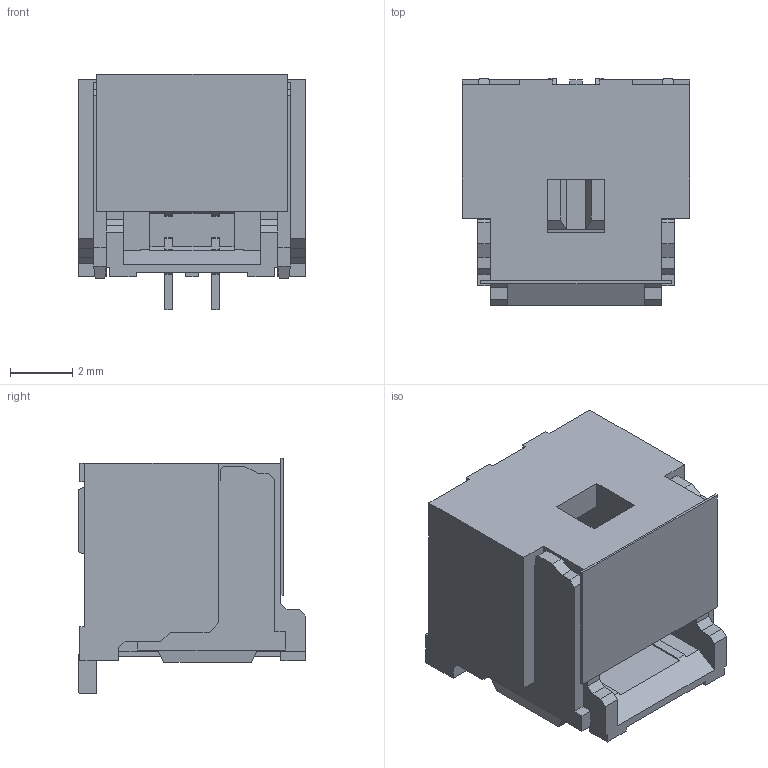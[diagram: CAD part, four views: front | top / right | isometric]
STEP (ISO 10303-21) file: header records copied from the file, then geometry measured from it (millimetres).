
FILE_DESCRIPTION(/* description */ (''),/* implementation_level */ '2;1');
FILE_NAME(/* name */ '2132250270wbm000_02_214.stp',/* time_stamp */ '2024-08-20T16:20:17+06:00',/* author */ (''),/* organization */ (''),/* preprocessor_version */ 'ST-DEVELOPER v16.7',/* originating_system */ 'SIEMENS PLM Software NX 1919',/* authorisation */ '');
FILE_SCHEMA (('AUTOMOTIVE_DESIGN { 1 0 10303 214 3 1 1 1 }'));
Length unit declared in the file: millimetre
Products named in the file (1): 2132250270wbm000_02
Bounding box: 7.3 x 7.3 x 7.55 mm (x, y, z)
Volume: 173.6 mm3; surface area: 475.2 mm2
Topology: 2 solids, 2 shells, 226 faces, 644 edges, 426 vertices
Faces by surface type: plane 218, cylinder 8
Entity records: 7238 total; most frequent: CARTESIAN_POINT 1297, ORIENTED_EDGE 1288, DIRECTION 1114, EDGE_CURVE 644, LINE 628, VECTOR 628, VERTEX_POINT 426, AXIS2_PLACEMENT_3D 243
